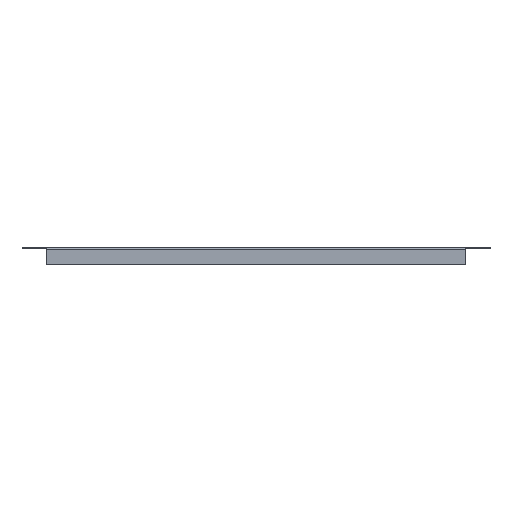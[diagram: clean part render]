
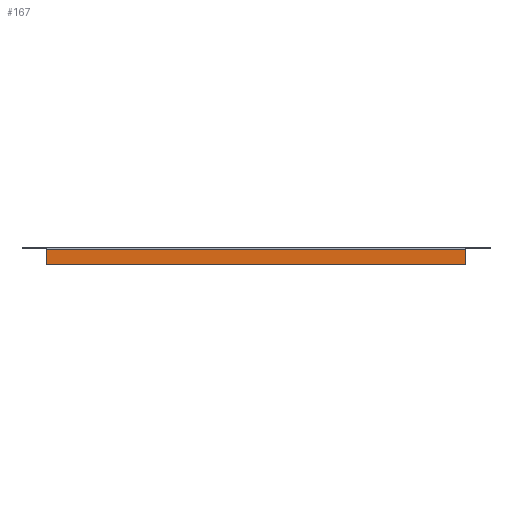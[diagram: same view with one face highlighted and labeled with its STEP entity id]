
A CAD part, front view. The second image highlights one B-rep face of the part: STEP entity #167.
In plain terms, the highlighted planar face has unit normal (0, -1, 0).
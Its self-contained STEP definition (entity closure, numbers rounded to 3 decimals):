
#12 = FACE_OUTER_BOUND ( 'NONE', #922, .T. ) ;
#30 = PLANE ( 'NONE',  #1588 ) ;
#35 = CARTESIAN_POINT ( 'NONE',  ( 26., -229.5, -18. ) ) ;
#167 = ADVANCED_FACE ( 'NONE', ( #12 ), #30, .F. ) ;
#183 = CARTESIAN_POINT ( 'NONE',  ( 471.5, -229.5, -18. ) ) ;
#208 = DIRECTION ( 'NONE',  ( 0., 0., 1. ) ) ;
#215 = VECTOR ( 'NONE', #638, 1000. ) ;
#216 = ORIENTED_EDGE ( 'NONE', *, *, #630, .T. ) ;
#358 = CARTESIAN_POINT ( 'NONE',  ( 26., -229.5, -2. ) ) ;
#450 = EDGE_CURVE ( 'NONE', #1225, #1040, #1276, .T. ) ;
#451 = DIRECTION ( 'NONE',  ( 0., 0., 1. ) ) ;
#482 = CARTESIAN_POINT ( 'NONE',  ( 471.5, -229.5, -2. ) ) ;
#517 = ORIENTED_EDGE ( 'NONE', *, *, #1093, .T. ) ;
#596 = DIRECTION ( 'NONE',  ( 0., 0., -1. ) ) ;
#610 = EDGE_CURVE ( 'NONE', #1225, #833, #1465, .T. ) ;
#618 = DIRECTION ( 'NONE',  ( 1., 0., 0. ) ) ;
#630 = EDGE_CURVE ( 'NONE', #692, #833, #1477, .T. ) ;
#638 = DIRECTION ( 'NONE',  ( 1., 0., 0. ) ) ;
#692 = VERTEX_POINT ( 'NONE', #183 ) ;
#712 = VECTOR ( 'NONE', #208, 1000. ) ;
#779 = ORIENTED_EDGE ( 'NONE', *, *, #610, .F. ) ;
#833 = VERTEX_POINT ( 'NONE', #1641 ) ;
#879 = CARTESIAN_POINT ( 'NONE',  ( 0., -229.5, 0. ) ) ;
#922 = EDGE_LOOP ( 'NONE', ( #779, #1216, #517, #216 ) ) ;
#1020 = CARTESIAN_POINT ( 'NONE',  ( 0., -229.5, -18. ) ) ;
#1026 = DIRECTION ( 'NONE',  ( 0., 1., 0. ) ) ;
#1040 = VERTEX_POINT ( 'NONE', #35 ) ;
#1059 = VECTOR ( 'NONE', #596, 1000. ) ;
#1093 = EDGE_CURVE ( 'NONE', #1040, #692, #1161, .T. ) ;
#1161 = LINE ( 'NONE', #1020, #1208 ) ;
#1178 = CARTESIAN_POINT ( 'NONE',  ( 471.5, -229.5, 0. ) ) ;
#1208 = VECTOR ( 'NONE', #618, 1000. ) ;
#1216 = ORIENTED_EDGE ( 'NONE', *, *, #450, .T. ) ;
#1225 = VERTEX_POINT ( 'NONE', #358 ) ;
#1276 = LINE ( 'NONE', #1436, #1059 ) ;
#1436 = CARTESIAN_POINT ( 'NONE',  ( 26., -229.5, 0. ) ) ;
#1465 = LINE ( 'NONE', #482, #215 ) ;
#1477 = LINE ( 'NONE', #1178, #712 ) ;
#1588 = AXIS2_PLACEMENT_3D ( 'NONE', #879, #1026, #451 ) ;
#1641 = CARTESIAN_POINT ( 'NONE',  ( 471.5, -229.5, -2. ) ) ;
